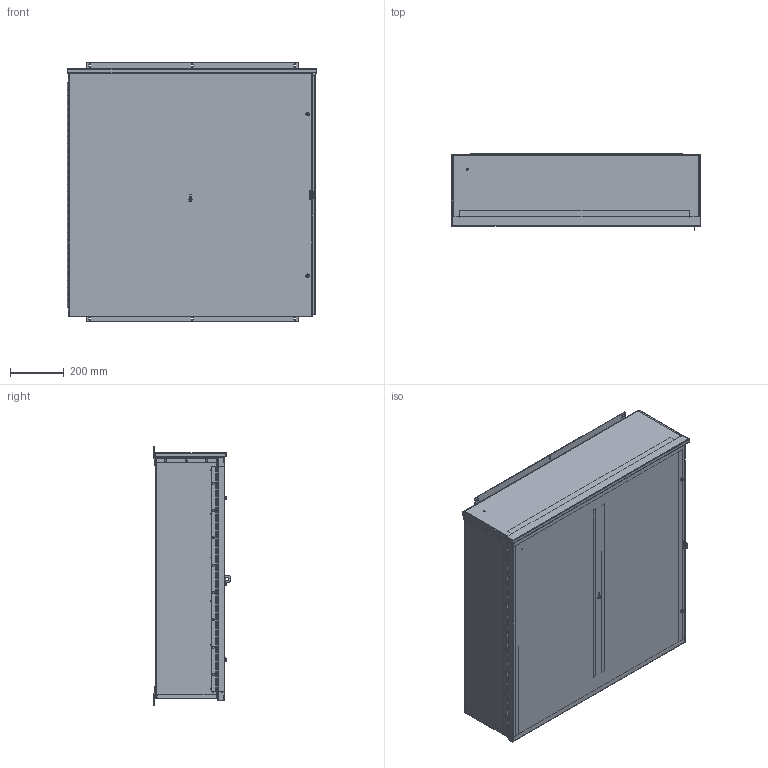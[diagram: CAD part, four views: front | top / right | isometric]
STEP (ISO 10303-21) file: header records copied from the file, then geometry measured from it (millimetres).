
FILE_DESCRIPTION (( 'STEP AP203' ), '1' );
FILE_NAME ('C3R363610HCR_Default.step', '2019-11-12T22:56:08', ( '' ), ( '' ), 'SwSTEP 2.0', 'SolidWorks 2019', '' );
FILE_SCHEMA (( 'CONFIG_CONTROL_DESIGN' ));
Length unit declared in the file: inch
Products named in the file (1): C3R363610HCR_Default
Bounding box: 928.92 x 286 x 965.2 mm (x, y, z)
Volume: 6134761.1 mm3; surface area: 6577625.3 mm2
Topology: 39 solids, 39 shells, 1170 faces, 3018 edges, 1968 vertices
Faces by surface type: plane 609, cylinder 475, bspline 62, cone 24
Entity records: 36745 total; most frequent: CARTESIAN_POINT 7429, DIRECTION 6152, ORIENTED_EDGE 6036, EDGE_CURVE 3018, AXIS2_PLACEMENT_3D 2131, VERTEX_POINT 1968, VECTOR 1890, LINE 1890
